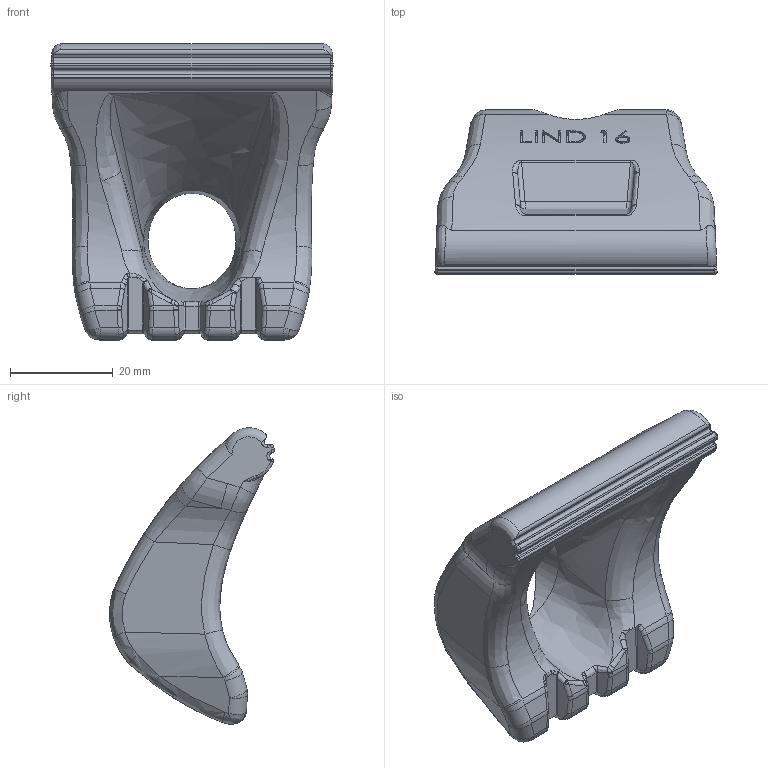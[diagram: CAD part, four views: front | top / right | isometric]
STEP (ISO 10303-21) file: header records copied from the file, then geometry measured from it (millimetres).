
FILE_DESCRIPTION (( 'STEP AP203' ), '1' );
FILE_NAME ('LS M16.STEP', '2009-02-18T10:08:12', ( 'Gregorzyk' ), ( 'Lindapter' ), 'SwSTEP 2.0', 'SolidWorks 2009', '' );
FILE_SCHEMA (( 'CONFIG_CONTROL_DESIGN' ));
Length unit declared in the file: millimetre
Products named in the file (1): LS M16
Bounding box: 54.96 x 32.13 x 57.74 mm (x, y, z)
Volume: 32356.3 mm3; surface area: 9630.9 mm2
Topology: 1 solids, 1 shells, 352 faces, 902 edges, 551 vertices
Faces by surface type: bspline 187, cylinder 86, plane 79
Entity records: 21370 total; most frequent: CARTESIAN_POINT 14604, ORIENTED_EDGE 1788, EDGE_CURVE 894, DIRECTION 816, VERTEX_POINT 551, B_SPLINE_CURVE_WITH_KNOTS 506, EDGE_LOOP 361, ADVANCED_FACE 352
